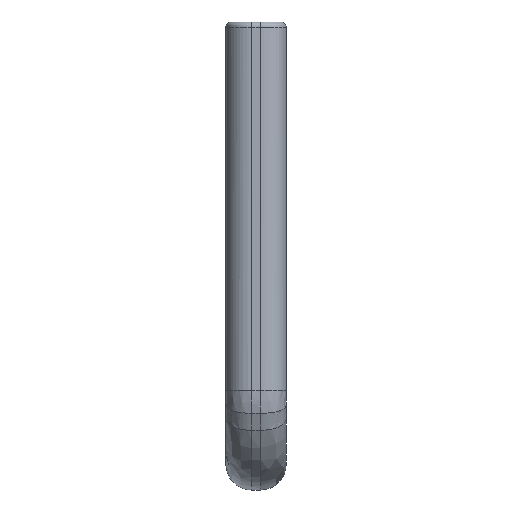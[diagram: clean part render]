
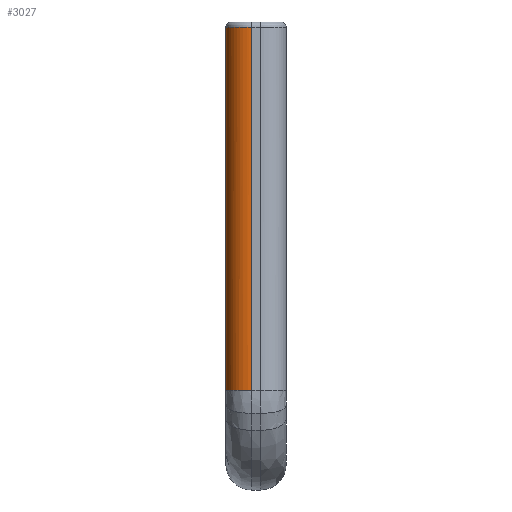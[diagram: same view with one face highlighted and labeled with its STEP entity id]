
A CAD part, left-side view. The second image highlights one B-rep face of the part: STEP entity #3027.
In plain terms, the highlighted free-form (B-spline) face has degree [2, 1] with [3, 2] control points.
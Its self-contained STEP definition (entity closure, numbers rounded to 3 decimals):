
#310 = VERTEX_POINT('',#311);
#311 = CARTESIAN_POINT('',(-14.953,2.215,27.801));
#341 = VERTEX_POINT('',#342);
#342 = CARTESIAN_POINT('',(-13.292,3.877,27.801));
#348 = EDGE_CURVE('',#341,#310,#349,.T.);
#349 = ( BOUNDED_CURVE() B_SPLINE_CURVE(2,(#350,#351,#352),
.UNSPECIFIED.,.F.,.F.) B_SPLINE_CURVE_WITH_KNOTS((3,3),(5.498,
7.069),.PIECEWISE_BEZIER_KNOTS.) CURVE() 
GEOMETRIC_REPRESENTATION_ITEM() RATIONAL_B_SPLINE_CURVE((1.,
0.707,1.)) REPRESENTATION_ITEM('') );
#350 = CARTESIAN_POINT('',(-13.292,3.877,27.801));
#351 = CARTESIAN_POINT('',(-14.953,3.877,27.801));
#352 = CARTESIAN_POINT('',(-14.953,2.215,27.801));
#2940 = VERTEX_POINT('',#2941);
#2941 = CARTESIAN_POINT('',(-14.953,2.215,4.431));
#2947 = EDGE_CURVE('',#2940,#2948,#2950,.T.);
#2948 = VERTEX_POINT('',#2949);
#2949 = CARTESIAN_POINT('',(-13.292,3.877,4.431));
#2950 = ( BOUNDED_CURVE() B_SPLINE_CURVE(2,(#2951,#2952,#2953),
.UNSPECIFIED.,.F.,.F.) B_SPLINE_CURVE_WITH_KNOTS((3,3),(0.,
1.571),.PIECEWISE_BEZIER_KNOTS.) CURVE() 
GEOMETRIC_REPRESENTATION_ITEM() RATIONAL_B_SPLINE_CURVE((1.,
0.707,1.)) REPRESENTATION_ITEM('') );
#2951 = CARTESIAN_POINT('',(-14.953,2.215,4.431));
#2952 = CARTESIAN_POINT('',(-14.953,3.877,4.431));
#2953 = CARTESIAN_POINT('',(-13.292,3.877,4.431));
#3027 = ADVANCED_FACE('',(#3028),#3042,.T.);
#3028 = FACE_BOUND('',#3029,.T.);
#3029 = EDGE_LOOP('',(#3030,#3031,#3036,#3037));
#3030 = ORIENTED_EDGE('',*,*,#348,.F.);
#3031 = ORIENTED_EDGE('',*,*,#3032,.T.);
#3032 = EDGE_CURVE('',#341,#2948,#3033,.T.);
#3033 = B_SPLINE_CURVE_WITH_KNOTS('',1,(#3034,#3035),.UNSPECIFIED.,.F.,
  .F.,(2,2),(-17.001,4.099),.PIECEWISE_BEZIER_KNOTS.);
#3034 = CARTESIAN_POINT('',(-13.292,3.877,27.801)
  );
#3035 = CARTESIAN_POINT('',(-13.292,3.877,4.431));
#3036 = ORIENTED_EDGE('',*,*,#2947,.F.);
#3037 = ORIENTED_EDGE('',*,*,#3038,.T.);
#3038 = EDGE_CURVE('',#2940,#310,#3039,.T.);
#3039 = B_SPLINE_CURVE_WITH_KNOTS('',1,(#3040,#3041),.UNSPECIFIED.,.F.,
  .F.,(2,2),(-4.099,17.001),.PIECEWISE_BEZIER_KNOTS.);
#3040 = CARTESIAN_POINT('',(-14.953,2.215,4.431));
#3041 = CARTESIAN_POINT('',(-14.953,2.215,27.801)
  );
#3042 = ( BOUNDED_SURFACE() B_SPLINE_SURFACE(2,1,(
    (#3043,#3044)
    ,(#3045,#3046)
    ,(#3047,#3048
)),.UNSPECIFIED.,.F.,.F.,.F.) B_SPLINE_SURFACE_WITH_KNOTS((3,3),(2,2),(
    5.498,7.069),(-4.099,17.001),
.PIECEWISE_BEZIER_KNOTS.) GEOMETRIC_REPRESENTATION_ITEM() 
RATIONAL_B_SPLINE_SURFACE((
    (1.,1.)
    ,(0.707,0.707)
,(1.,1.))) REPRESENTATION_ITEM('') SURFACE() );
#3043 = CARTESIAN_POINT('',(-13.292,3.877,4.431));
#3044 = CARTESIAN_POINT('',(-13.292,3.877,27.801)
  );
#3045 = CARTESIAN_POINT('',(-14.953,3.877,4.431));
#3046 = CARTESIAN_POINT('',(-14.953,3.877,27.801)
  );
#3047 = CARTESIAN_POINT('',(-14.953,2.215,4.431));
#3048 = CARTESIAN_POINT('',(-14.953,2.215,27.801)
  );
